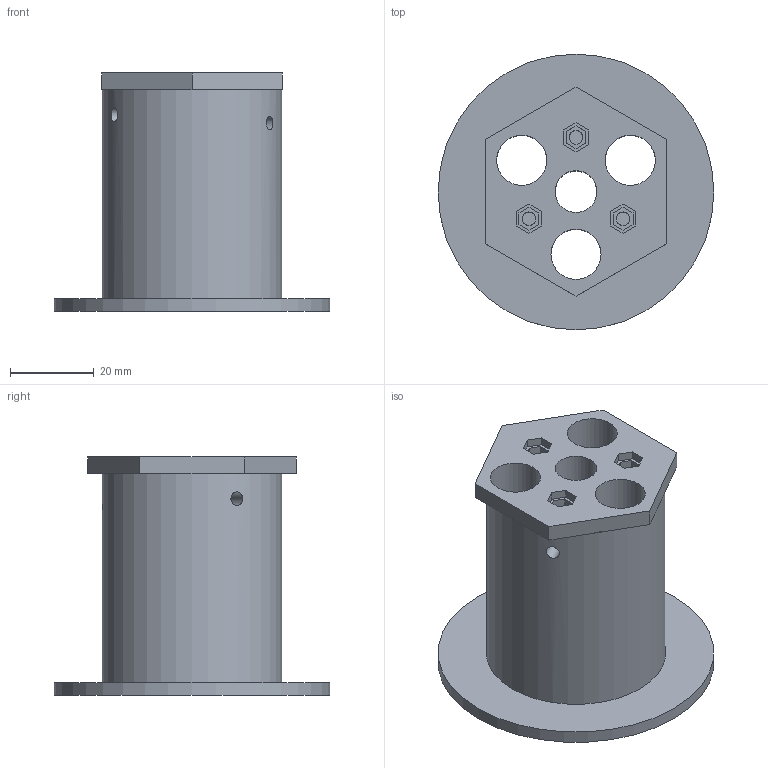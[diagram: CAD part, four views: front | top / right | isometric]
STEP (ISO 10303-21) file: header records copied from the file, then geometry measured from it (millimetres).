
FILE_DESCRIPTION(('FreeCAD Model'),'2;1');
FILE_NAME('Open CASCADE Shape Model','2024-04-22T11:54:08',('Author'),( ''),'Open CASCADE STEP processor 7.6','FreeCAD','Unknown');
FILE_SCHEMA(('AUTOMOTIVE_DESIGN { 1 0 10303 214 1 1 1 1 }'));
Length unit declared in the file: millimetre
Products named in the file (1): Cut002
Bounding box: 66 x 66 x 57 mm (x, y, z)
Volume: 64385.1 mm3; surface area: 23777.4 mm2
Topology: 1 solids, 1 shells, 79 faces, 193 edges, 127 vertices
Faces by surface type: plane 61, cylinder 18
Full cylindrical faces by diameter (mm): 3.25 x6, 10 x1, 12 x3, 43 x1, 66 x1
Entity records: 3072 total; most frequent: CARTESIAN_POINT 1140, ORIENTED_EDGE 386, DIRECTION 374, EDGE_CURVE 193, LINE 148, VECTOR 148, VERTEX_POINT 127, AXIS2_PLACEMENT_3D 113
